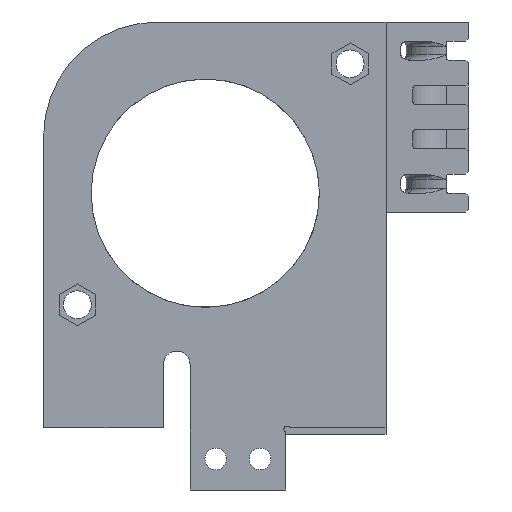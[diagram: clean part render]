
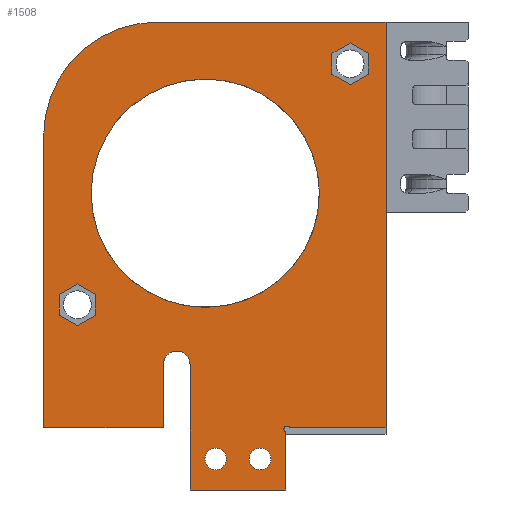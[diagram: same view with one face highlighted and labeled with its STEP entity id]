
A CAD part, left-side view. The second image highlights one B-rep face of the part: STEP entity #1508.
In plain terms, the highlighted planar face has unit normal (-1, 0, 0).
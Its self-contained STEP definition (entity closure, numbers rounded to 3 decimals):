
#232 = VERTEX_POINT('',#233);
#233 = CARTESIAN_POINT('',(-5.,-4.,43.));
#346 = VERTEX_POINT('',#347);
#347 = CARTESIAN_POINT('',(-5.,-4.,9.));
#353 = EDGE_CURVE('',#346,#232,#354,.T.);
#354 = LINE('',#355,#356);
#355 = CARTESIAN_POINT('',(-5.,-4.,9.));
#356 = VECTOR('',#357,1.);
#357 = DIRECTION('',(0.,0.,1.));
#526 = VERTEX_POINT('',#527);
#527 = CARTESIAN_POINT('',(-5.,-4.,73.));
#550 = VERTEX_POINT('',#551);
#551 = CARTESIAN_POINT('',(-5.,42.5,46.));
#557 = EDGE_CURVE('',#550,#550,#558,.T.);
#558 = CIRCLE('',#559,18.);
#559 = AXIS2_PLACEMENT_3D('',#560,#561,#562);
#560 = CARTESIAN_POINT('',(-5.,24.5,46.));
#561 = DIRECTION('',(1.,0.,0.));
#562 = DIRECTION('',(0.,1.,0.));
#576 = EDGE_CURVE('',#526,#577,#579,.T.);
#577 = VERTEX_POINT('',#578);
#578 = CARTESIAN_POINT('',(-5.,32.,73.));
#579 = LINE('',#580,#581);
#580 = CARTESIAN_POINT('',(-5.,-4.,73.));
#581 = VECTOR('',#582,1.);
#582 = DIRECTION('',(0.,1.,0.));
#600 = VERTEX_POINT('',#601);
#601 = CARTESIAN_POINT('',(-5.,50.,55.));
#607 = EDGE_CURVE('',#600,#577,#608,.T.);
#608 = CIRCLE('',#609,18.);
#609 = AXIS2_PLACEMENT_3D('',#610,#611,#612);
#610 = CARTESIAN_POINT('',(-5.,32.,55.));
#611 = DIRECTION('',(1.,0.,0.));
#612 = DIRECTION('',(0.,1.,0.));
#625 = EDGE_CURVE('',#600,#626,#628,.T.);
#626 = VERTEX_POINT('',#627);
#627 = CARTESIAN_POINT('',(-5.,50.,9.));
#628 = LINE('',#629,#630);
#629 = CARTESIAN_POINT('',(-5.,50.,55.));
#630 = VECTOR('',#631,1.);
#631 = DIRECTION('',(0.,0.,-1.));
#1282 = EDGE_CURVE('',#232,#526,#1283,.T.);
#1283 = LINE('',#1284,#1285);
#1284 = CARTESIAN_POINT('',(-5.,-4.,9.));
#1285 = VECTOR('',#1286,1.);
#1286 = DIRECTION('',(0.,0.,1.));
#1508 = ADVANCED_FACE('',(#1509,#1596,#1599,#1649,#1699,#1710),#1721,.T.
  );
#1509 = FACE_BOUND('',#1510,.T.);
#1510 = EDGE_LOOP('',(#1511,#1512,#1513,#1521,#1529,#1538,#1546,#1554,
    #1562,#1570,#1578,#1587,#1593,#1594,#1595));
#1511 = ORIENTED_EDGE('',*,*,#607,.F.);
#1512 = ORIENTED_EDGE('',*,*,#625,.T.);
#1513 = ORIENTED_EDGE('',*,*,#1514,.T.);
#1514 = EDGE_CURVE('',#626,#1515,#1517,.T.);
#1515 = VERTEX_POINT('',#1516);
#1516 = CARTESIAN_POINT('',(-5.,31.1,9.));
#1517 = LINE('',#1518,#1519);
#1518 = CARTESIAN_POINT('',(-5.,50.,9.));
#1519 = VECTOR('',#1520,1.);
#1520 = DIRECTION('',(0.,-1.,0.));
#1521 = ORIENTED_EDGE('',*,*,#1522,.F.);
#1522 = EDGE_CURVE('',#1523,#1515,#1525,.T.);
#1523 = VERTEX_POINT('',#1524);
#1524 = CARTESIAN_POINT('',(-5.,31.1,19.));
#1525 = LINE('',#1526,#1527);
#1526 = CARTESIAN_POINT('',(-5.,31.1,22.138));
#1527 = VECTOR('',#1528,1.);
#1528 = DIRECTION('',(0.,0.,-1.));
#1529 = ORIENTED_EDGE('',*,*,#1530,.T.);
#1530 = EDGE_CURVE('',#1523,#1531,#1533,.T.);
#1531 = VERTEX_POINT('',#1532);
#1532 = CARTESIAN_POINT('',(-5.,26.9,19.));
#1533 = CIRCLE('',#1534,2.1);
#1534 = AXIS2_PLACEMENT_3D('',#1535,#1536,#1537);
#1535 = CARTESIAN_POINT('',(-5.,29.,19.));
#1536 = DIRECTION('',(1.,0.,0.));
#1537 = DIRECTION('',(0.,1.,0.));
#1538 = ORIENTED_EDGE('',*,*,#1539,.F.);
#1539 = EDGE_CURVE('',#1540,#1531,#1542,.T.);
#1540 = VERTEX_POINT('',#1541);
#1541 = CARTESIAN_POINT('',(-5.,26.9,9.));
#1542 = LINE('',#1543,#1544);
#1543 = CARTESIAN_POINT('',(-5.,26.9,27.638));
#1544 = VECTOR('',#1545,1.);
#1545 = DIRECTION('',(0.,0.,1.));
#1546 = ORIENTED_EDGE('',*,*,#1547,.T.);
#1547 = EDGE_CURVE('',#1540,#1548,#1550,.T.);
#1548 = VERTEX_POINT('',#1549);
#1549 = CARTESIAN_POINT('',(-5.,26.9,8.));
#1550 = LINE('',#1551,#1552);
#1551 = CARTESIAN_POINT('',(-5.,26.9,9.));
#1552 = VECTOR('',#1553,1.);
#1553 = DIRECTION('',(0.,0.,-1.));
#1554 = ORIENTED_EDGE('',*,*,#1555,.T.);
#1555 = EDGE_CURVE('',#1548,#1556,#1558,.T.);
#1556 = VERTEX_POINT('',#1557);
#1557 = CARTESIAN_POINT('',(-5.,26.9,-0.8));
#1558 = LINE('',#1559,#1560);
#1559 = CARTESIAN_POINT('',(-5.,26.9,9.));
#1560 = VECTOR('',#1561,1.);
#1561 = DIRECTION('',(0.,0.,-1.));
#1562 = ORIENTED_EDGE('',*,*,#1563,.T.);
#1563 = EDGE_CURVE('',#1556,#1564,#1566,.T.);
#1564 = VERTEX_POINT('',#1565);
#1565 = CARTESIAN_POINT('',(-5.,11.8,-0.8));
#1566 = LINE('',#1567,#1568);
#1567 = CARTESIAN_POINT('',(-5.,26.9,-0.8));
#1568 = VECTOR('',#1569,1.);
#1569 = DIRECTION('',(0.,-1.,0.));
#1570 = ORIENTED_EDGE('',*,*,#1571,.T.);
#1571 = EDGE_CURVE('',#1564,#1572,#1574,.T.);
#1572 = VERTEX_POINT('',#1573);
#1573 = CARTESIAN_POINT('',(-5.,11.8,8.335));
#1574 = LINE('',#1575,#1576);
#1575 = CARTESIAN_POINT('',(-5.,11.8,-0.8));
#1576 = VECTOR('',#1577,1.);
#1577 = DIRECTION('',(0.,0.,1.));
#1578 = ORIENTED_EDGE('',*,*,#1579,.T.);
#1579 = EDGE_CURVE('',#1572,#1580,#1582,.T.);
#1580 = VERTEX_POINT('',#1581);
#1581 = CARTESIAN_POINT('',(-5.,11.135,9.));
#1582 = CIRCLE('',#1583,0.5);
#1583 = AXIS2_PLACEMENT_3D('',#1584,#1585,#1586);
#1584 = CARTESIAN_POINT('',(-5.,11.588,8.788));
#1585 = DIRECTION('',(1.,0.,0.));
#1586 = DIRECTION('',(0.,1.,0.));
#1587 = ORIENTED_EDGE('',*,*,#1588,.T.);
#1588 = EDGE_CURVE('',#1580,#346,#1589,.T.);
#1589 = LINE('',#1590,#1591);
#1590 = CARTESIAN_POINT('',(-5.,11.135,9.));
#1591 = VECTOR('',#1592,1.);
#1592 = DIRECTION('',(0.,-1.,0.));
#1593 = ORIENTED_EDGE('',*,*,#353,.T.);
#1594 = ORIENTED_EDGE('',*,*,#1282,.T.);
#1595 = ORIENTED_EDGE('',*,*,#576,.T.);
#1596 = FACE_BOUND('',#1597,.T.);
#1597 = EDGE_LOOP('',(#1598));
#1598 = ORIENTED_EDGE('',*,*,#557,.T.);
#1599 = FACE_BOUND('',#1600,.T.);
#1600 = EDGE_LOOP('',(#1601,#1611,#1619,#1627,#1635,#1643));
#1601 = ORIENTED_EDGE('',*,*,#1602,.T.);
#1602 = EDGE_CURVE('',#1603,#1605,#1607,.T.);
#1603 = VERTEX_POINT('',#1604);
#1604 = CARTESIAN_POINT('',(-5.,47.517,30.045));
#1605 = VERTEX_POINT('',#1606);
#1606 = CARTESIAN_POINT('',(-5.,44.667,31.691));
#1607 = LINE('',#1608,#1609);
#1608 = CARTESIAN_POINT('',(-5.,47.517,30.045));
#1609 = VECTOR('',#1610,1.);
#1610 = DIRECTION('',(0.,-0.866,0.5));
#1611 = ORIENTED_EDGE('',*,*,#1612,.T.);
#1612 = EDGE_CURVE('',#1605,#1613,#1615,.T.);
#1613 = VERTEX_POINT('',#1614);
#1614 = CARTESIAN_POINT('',(-5.,41.817,30.045));
#1615 = LINE('',#1616,#1617);
#1616 = CARTESIAN_POINT('',(-5.,44.667,31.691));
#1617 = VECTOR('',#1618,1.);
#1618 = DIRECTION('',(0.,-0.866,-0.5));
#1619 = ORIENTED_EDGE('',*,*,#1620,.T.);
#1620 = EDGE_CURVE('',#1613,#1621,#1623,.T.);
#1621 = VERTEX_POINT('',#1622);
#1622 = CARTESIAN_POINT('',(-5.,41.817,26.755));
#1623 = LINE('',#1624,#1625);
#1624 = CARTESIAN_POINT('',(-5.,41.817,30.045));
#1625 = VECTOR('',#1626,1.);
#1626 = DIRECTION('',(0.,0.,-1.));
#1627 = ORIENTED_EDGE('',*,*,#1628,.T.);
#1628 = EDGE_CURVE('',#1621,#1629,#1631,.T.);
#1629 = VERTEX_POINT('',#1630);
#1630 = CARTESIAN_POINT('',(-5.,44.667,25.109));
#1631 = LINE('',#1632,#1633);
#1632 = CARTESIAN_POINT('',(-5.,41.817,26.755));
#1633 = VECTOR('',#1634,1.);
#1634 = DIRECTION('',(0.,0.866,-0.5));
#1635 = ORIENTED_EDGE('',*,*,#1636,.T.);
#1636 = EDGE_CURVE('',#1629,#1637,#1639,.T.);
#1637 = VERTEX_POINT('',#1638);
#1638 = CARTESIAN_POINT('',(-5.,47.517,26.755));
#1639 = LINE('',#1640,#1641);
#1640 = CARTESIAN_POINT('',(-5.,44.667,25.109));
#1641 = VECTOR('',#1642,1.);
#1642 = DIRECTION('',(0.,0.866,0.5));
#1643 = ORIENTED_EDGE('',*,*,#1644,.T.);
#1644 = EDGE_CURVE('',#1637,#1603,#1645,.T.);
#1645 = LINE('',#1646,#1647);
#1646 = CARTESIAN_POINT('',(-5.,47.517,26.755));
#1647 = VECTOR('',#1648,1.);
#1648 = DIRECTION('',(0.,0.,1.));
#1649 = FACE_BOUND('',#1650,.T.);
#1650 = EDGE_LOOP('',(#1651,#1661,#1669,#1677,#1685,#1693));
#1651 = ORIENTED_EDGE('',*,*,#1652,.T.);
#1652 = EDGE_CURVE('',#1653,#1655,#1657,.T.);
#1653 = VERTEX_POINT('',#1654);
#1654 = CARTESIAN_POINT('',(-5.,-1.183,68.045));
#1655 = VERTEX_POINT('',#1656);
#1656 = CARTESIAN_POINT('',(-5.,-1.183,64.755));
#1657 = LINE('',#1658,#1659);
#1658 = CARTESIAN_POINT('',(-5.,-1.183,68.045));
#1659 = VECTOR('',#1660,1.);
#1660 = DIRECTION('',(0.,0.,-1.));
#1661 = ORIENTED_EDGE('',*,*,#1662,.T.);
#1662 = EDGE_CURVE('',#1655,#1663,#1665,.T.);
#1663 = VERTEX_POINT('',#1664);
#1664 = CARTESIAN_POINT('',(-5.,1.667,63.109));
#1665 = LINE('',#1666,#1667);
#1666 = CARTESIAN_POINT('',(-5.,-1.183,64.755));
#1667 = VECTOR('',#1668,1.);
#1668 = DIRECTION('',(0.,0.866,-0.5));
#1669 = ORIENTED_EDGE('',*,*,#1670,.T.);
#1670 = EDGE_CURVE('',#1663,#1671,#1673,.T.);
#1671 = VERTEX_POINT('',#1672);
#1672 = CARTESIAN_POINT('',(-5.,4.517,64.755));
#1673 = LINE('',#1674,#1675);
#1674 = CARTESIAN_POINT('',(-5.,1.667,63.109));
#1675 = VECTOR('',#1676,1.);
#1676 = DIRECTION('',(0.,0.866,0.5));
#1677 = ORIENTED_EDGE('',*,*,#1678,.T.);
#1678 = EDGE_CURVE('',#1671,#1679,#1681,.T.);
#1679 = VERTEX_POINT('',#1680);
#1680 = CARTESIAN_POINT('',(-5.,4.517,68.045));
#1681 = LINE('',#1682,#1683);
#1682 = CARTESIAN_POINT('',(-5.,4.517,64.755));
#1683 = VECTOR('',#1684,1.);
#1684 = DIRECTION('',(0.,0.,1.));
#1685 = ORIENTED_EDGE('',*,*,#1686,.T.);
#1686 = EDGE_CURVE('',#1679,#1687,#1689,.T.);
#1687 = VERTEX_POINT('',#1688);
#1688 = CARTESIAN_POINT('',(-5.,1.667,69.691));
#1689 = LINE('',#1690,#1691);
#1690 = CARTESIAN_POINT('',(-5.,4.517,68.045));
#1691 = VECTOR('',#1692,1.);
#1692 = DIRECTION('',(0.,-0.866,0.5));
#1693 = ORIENTED_EDGE('',*,*,#1694,.T.);
#1694 = EDGE_CURVE('',#1687,#1653,#1695,.T.);
#1695 = LINE('',#1696,#1697);
#1696 = CARTESIAN_POINT('',(-5.,1.667,69.691));
#1697 = VECTOR('',#1698,1.);
#1698 = DIRECTION('',(0.,-0.866,-0.5));
#1699 = FACE_BOUND('',#1700,.T.);
#1700 = EDGE_LOOP('',(#1701));
#1701 = ORIENTED_EDGE('',*,*,#1702,.T.);
#1702 = EDGE_CURVE('',#1703,#1703,#1705,.T.);
#1703 = VERTEX_POINT('',#1704);
#1704 = CARTESIAN_POINT('',(-5.,17.55,4.1));
#1705 = CIRCLE('',#1706,1.7);
#1706 = AXIS2_PLACEMENT_3D('',#1707,#1708,#1709);
#1707 = CARTESIAN_POINT('',(-5.,15.85,4.1));
#1708 = DIRECTION('',(1.,0.,0.));
#1709 = DIRECTION('',(0.,1.,0.));
#1710 = FACE_BOUND('',#1711,.T.);
#1711 = EDGE_LOOP('',(#1712));
#1712 = ORIENTED_EDGE('',*,*,#1713,.T.);
#1713 = EDGE_CURVE('',#1714,#1714,#1716,.T.);
#1714 = VERTEX_POINT('',#1715);
#1715 = CARTESIAN_POINT('',(-5.,24.55,4.1));
#1716 = CIRCLE('',#1717,1.7);
#1717 = AXIS2_PLACEMENT_3D('',#1718,#1719,#1720);
#1718 = CARTESIAN_POINT('',(-5.,22.85,4.1));
#1719 = DIRECTION('',(1.,0.,0.));
#1720 = DIRECTION('',(0.,1.,0.));
#1721 = PLANE('',#1722);
#1722 = AXIS2_PLACEMENT_3D('',#1723,#1724,#1725);
#1723 = CARTESIAN_POINT('',(-5.,21.701,36.276));
#1724 = DIRECTION('',(-1.,0.,0.));
#1725 = DIRECTION('',(0.,0.,-1.));
